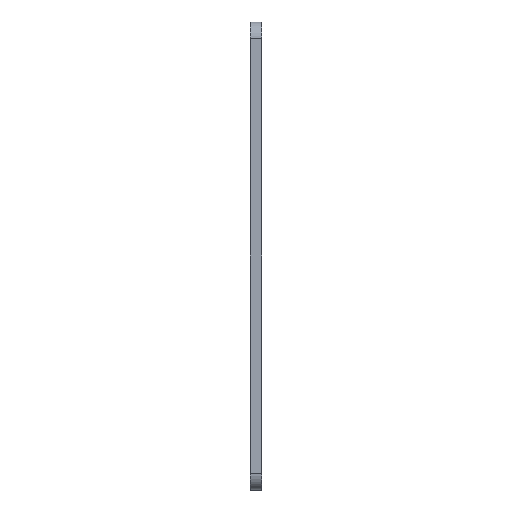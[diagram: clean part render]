
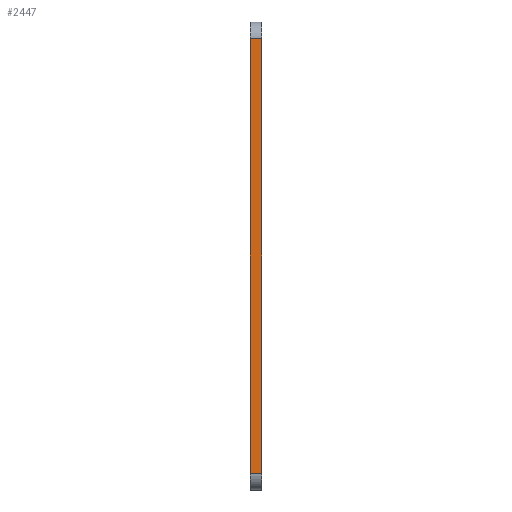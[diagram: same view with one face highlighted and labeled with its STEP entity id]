
A CAD part, left-side view. The second image highlights one B-rep face of the part: STEP entity #2447.
In plain terms, the highlighted planar face has unit normal (-1, 0, 0).
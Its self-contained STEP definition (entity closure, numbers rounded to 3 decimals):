
#15=DIRECTION('',(0.,0.,1.));
#16=VECTOR('',#15,155.);
#17=CARTESIAN_POINT('',(-110.,4.,-77.5));
#18=LINE('',#17,#16);
#500=DIRECTION('',(0.,0.,1.));
#501=VECTOR('',#500,155.);
#502=CARTESIAN_POINT('',(-110.,0.,-77.5));
#503=LINE('',#502,#501);
#969=DIRECTION('',(0.,-1.,0.));
#970=VECTOR('',#969,4.);
#971=CARTESIAN_POINT('',(-110.,4.,77.5));
#972=LINE('',#971,#970);
#973=DIRECTION('',(0.,-1.,0.));
#974=VECTOR('',#973,4.);
#975=CARTESIAN_POINT('',(-110.,4.,-77.5));
#976=LINE('',#975,#974);
#1378=CARTESIAN_POINT('',(-110.,0.,77.5));
#1380=VERTEX_POINT('',#1378);
#1381=CARTESIAN_POINT('',(-110.,4.,77.5));
#1382=VERTEX_POINT('',#1381);
#1385=CARTESIAN_POINT('',(-110.,0.,-77.5));
#1387=VERTEX_POINT('',#1385);
#1391=CARTESIAN_POINT('',(-110.,4.,-77.5));
#1392=VERTEX_POINT('',#1391);
#2435=CARTESIAN_POINT('',(-110.,0.,-83.5));
#2436=DIRECTION('',(-1.,0.,0.));
#2437=DIRECTION('',(0.,0.,1.));
#2438=AXIS2_PLACEMENT_3D('',#2435,#2436,#2437);
#2439=PLANE('',#2438);
#2441=ORIENTED_EDGE('',*,*,#2440,.T.);
#2442=ORIENTED_EDGE('',*,*,#2106,.F.);
#2443=ORIENTED_EDGE('',*,*,#2430,.F.);
#2444=ORIENTED_EDGE('',*,*,#1796,.T.);
#2445=EDGE_LOOP('',(#2441,#2442,#2443,#2444));
#2446=FACE_OUTER_BOUND('',#2445,.F.);
#2447=ADVANCED_FACE('',(#2446),#2439,.T.);
#1796=EDGE_CURVE('',#1392,#1382,#18,.T.);
#2106=EDGE_CURVE('',#1387,#1380,#503,.T.);
#2430=EDGE_CURVE('',#1392,#1387,#976,.T.);
#2440=EDGE_CURVE('',#1382,#1380,#972,.T.);
